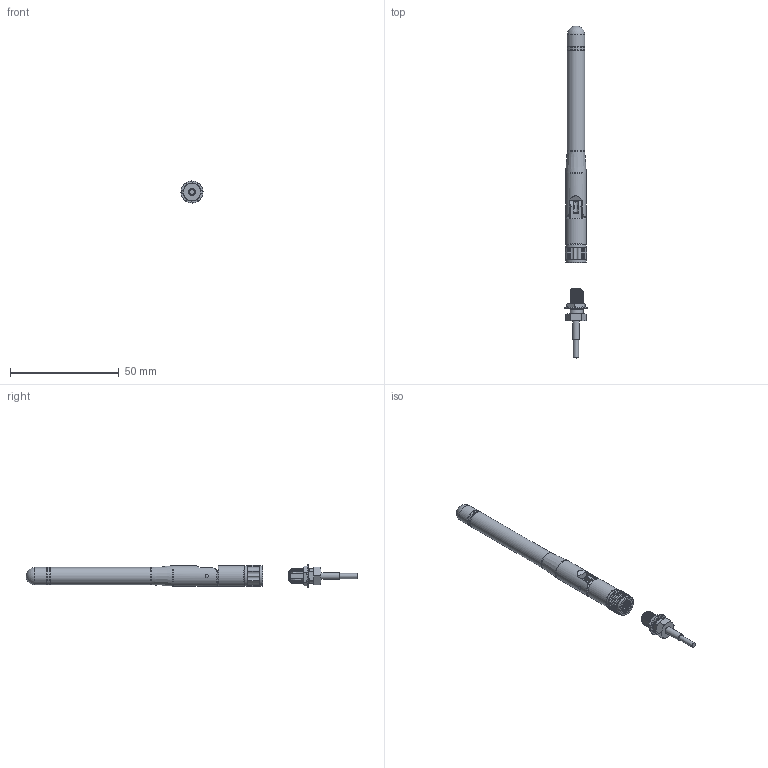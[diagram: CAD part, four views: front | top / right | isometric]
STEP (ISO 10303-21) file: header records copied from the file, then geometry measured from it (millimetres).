
FILE_DESCRIPTION(/* description */ ('STEP AP203'),/* implementation_level */ '2;1');
FILE_NAME(/* name */ 'Antenna with connector.step',/* time_stamp */ '2024-10-04T00:35:55+06:00',/* author */ (''),/* organization */ (''),/* preprocessor_version */ 'ST-DEVELOPER v20',/* originating_system */ 'Autodesk Translation Framework v13.20.0.188',/* authorisation */ '');
FILE_SCHEMA (('AUTOMOTIVE_DESIGN { 1 0 10303 214 3 1 1 }'));
Products named in the file (10): Antenna; Bottom_Radio_Antenna; Top_Radio_Antenna; Screw_Radio_Antenna; Insert_Radio_Antenna; Pin_Radio_Antenna; Connector_Ass; Connector_2; Washer; Nut
Assembly tree (10 placements, depth 3):
  Antenna
    Bottom_Radio_Antenna
    Top_Radio_Antenna
    Screw_Radio_Antenna
    Insert_Radio_Antenna
    Pin_Radio_Antenna  x2
    Connector_Ass
      Connector_2
      Washer
      Nut
Bounding box: 10.2 x 152.36 x 10.2 mm (x, y, z)
Volume: 6390.2 mm3; surface area: 6092.1 mm2
Topology: 11 solids, 12 shells, 560 faces, 1331 edges, 853 vertices
Faces by surface type: cylinder 219, plane 209, torus 53, bspline 49, cone 26, sphere 4
Full cylindrical faces by diameter (mm): 0.5 x2, 0.9 x1, 1.5 x6, 2 x2, 2.33 x1, 3.2 x1, 4 x5, 5.134 x3, 6 x4, 7.5 x6, 8 x3, 8.5 x2, 9.5 x3, 10.2 x1
Entity records: 47129 total; most frequent: CARTESIAN_POINT 34472, ORIENTED_EDGE 2652, DIRECTION 2490, EDGE_CURVE 1326, AXIS2_PLACEMENT_3D 998, VERTEX_POINT 851, EDGE_LOOP 637, FACE_OUTER_BOUND 557
